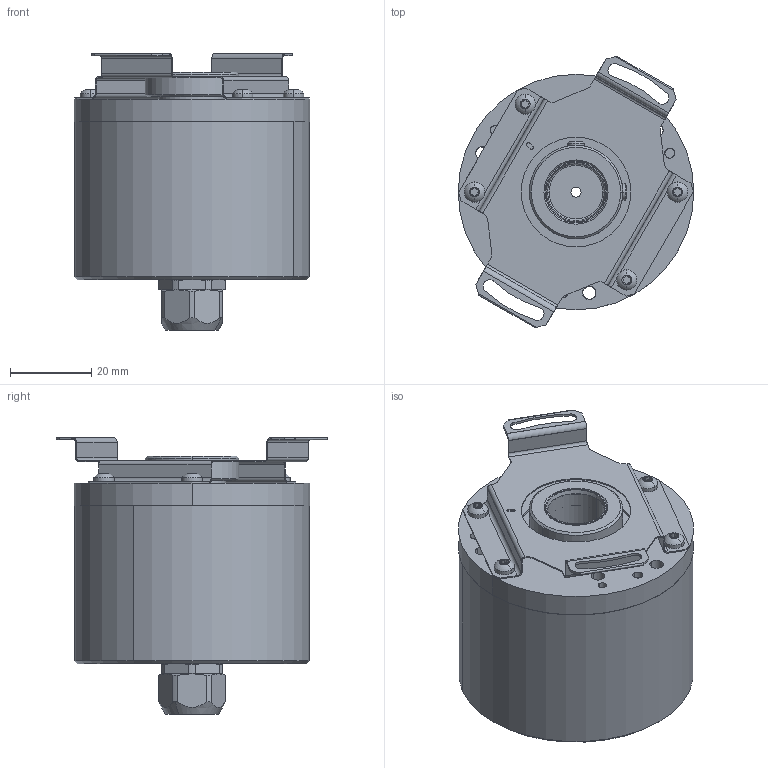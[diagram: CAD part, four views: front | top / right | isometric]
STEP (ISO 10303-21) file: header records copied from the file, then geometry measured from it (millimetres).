
FILE_DESCRIPTION((''),'2;1');
FILE_NAME('527976','2010-10-15T',('se2802'),(''),'PRO/ENGINEER BY PARAMETRIC TECHNOLOGY CORPORATION, 2010180','PRO/ENGINEER BY PARAMETRIC TECHNOLOGY CORPORATION, 2010180','');
FILE_SCHEMA(('CONFIG_CONTROL_DESIGN'));
Length unit declared in the file: millimetre
Products named in the file (1): 527976
Bounding box: 58 x 66.89 x 68.2 mm (x, y, z)
Volume: 67980.8 mm3; surface area: 43489.3 mm2
Topology: 1 solids, 2 shells, 1167 faces, 3275 edges, 2050 vertices
Faces by surface type: cylinder 505, plane 408, cone 143, torus 93, sphere 16, revolution 2
Entity records: 40609 total; most frequent: CARTESIAN_POINT 9492, DIRECTION 6962, ORIENTED_EDGE 6506, EDGE_CURVE 3253, AXIS2_PLACEMENT_3D 2766, VERTEX_POINT 2051, CIRCLE 1601, VECTOR 1428
